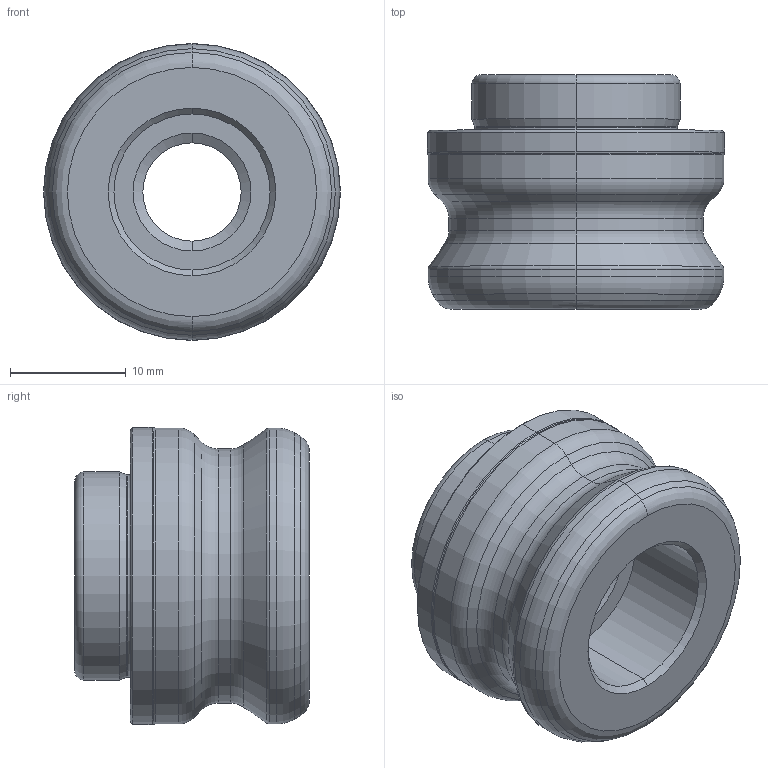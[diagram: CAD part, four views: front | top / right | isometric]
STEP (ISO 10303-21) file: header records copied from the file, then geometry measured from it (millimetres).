
FILE_DESCRIPTION (( 'STEP AP203' ), '1' );
FILE_NAME ('STARK_8000 102_A.STEP', '2015-04-03T15:19:16', ( '' ), ( '' ), 'SwSTEP 2.0', 'SolidWorks 2015', '' );
FILE_SCHEMA (( 'CONFIG_CONTROL_DESIGN' ));
Length unit declared in the file: millimetre
Products named in the file (1): STARK_8000 102_A
Bounding box: 25.7 x 20.3 x 25.7 mm (x, y, z)
Volume: 6499.6 mm3; surface area: 3005.7 mm2
Topology: 1 solids, 1 shells, 62 faces, 124 edges, 66 vertices
Faces by surface type: torus 22, cone 20, cylinder 16, plane 4
Entity records: 1677 total; most frequent: DIRECTION 338, CARTESIAN_POINT 253, ORIENTED_EDGE 248, AXIS2_PLACEMENT_3D 151, EDGE_CURVE 124, CIRCLE 88, EDGE_LOOP 66, VERTEX_POINT 66
